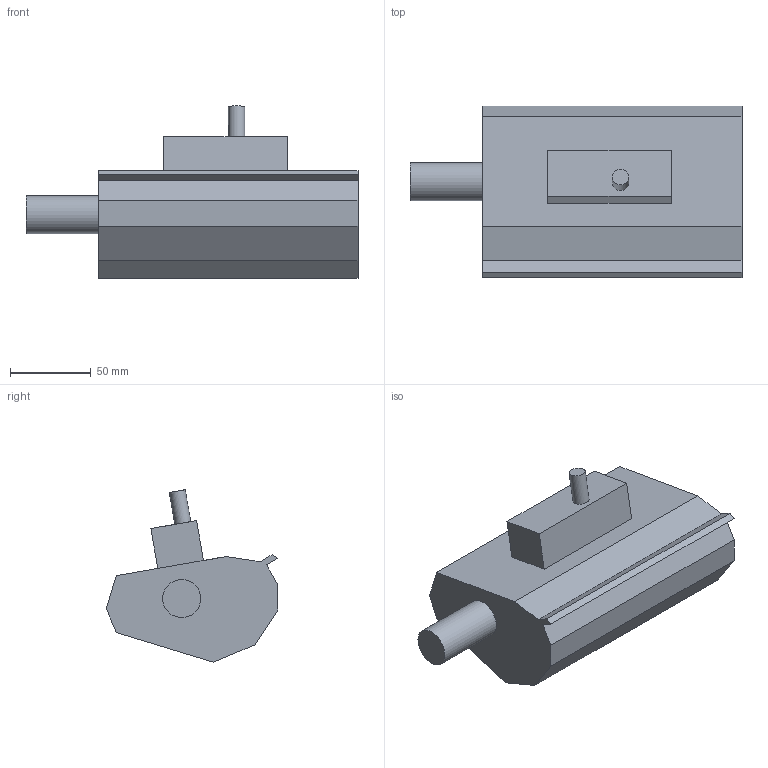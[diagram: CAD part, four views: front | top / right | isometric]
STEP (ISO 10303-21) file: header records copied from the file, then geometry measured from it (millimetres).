
FILE_DESCRIPTION(/* description */ (''),/* implementation_level */ '2;1');
FILE_NAME(/* name */ 'test v2.stp',/* time_stamp */ '2023-01-01T15:23:00+01:00',/* author */ (''),/* organization */ (''),/* preprocessor_version */ 'ST-DEVELOPER v19.2',/* originating_system */ 'Autodesk Translation Framework v11.17.0.187',/* authorisation */ '');
FILE_SCHEMA (('AUTOMOTIVE_DESIGN { 1 0 10303 214 3 1 1 }'));
Length unit declared in the file: millimetre
Products named in the file (1): test
Bounding box: 205 x 105.88 x 106.55 mm (x, y, z)
Volume: 896342.8 mm3; surface area: 66497.9 mm2
Topology: 1 solids, 1 shells, 23 faces, 54 edges, 36 vertices
Faces by surface type: plane 21, cylinder 2
Full cylindrical faces by diameter (mm): 10 x1, 23.522 x1
Entity records: 685 total; most frequent: CARTESIAN_POINT 114, ORIENTED_EDGE 108, DIRECTION 106, EDGE_CURVE 54, LINE 50, VECTOR 50, VERTEX_POINT 36, AXIS2_PLACEMENT_3D 28
